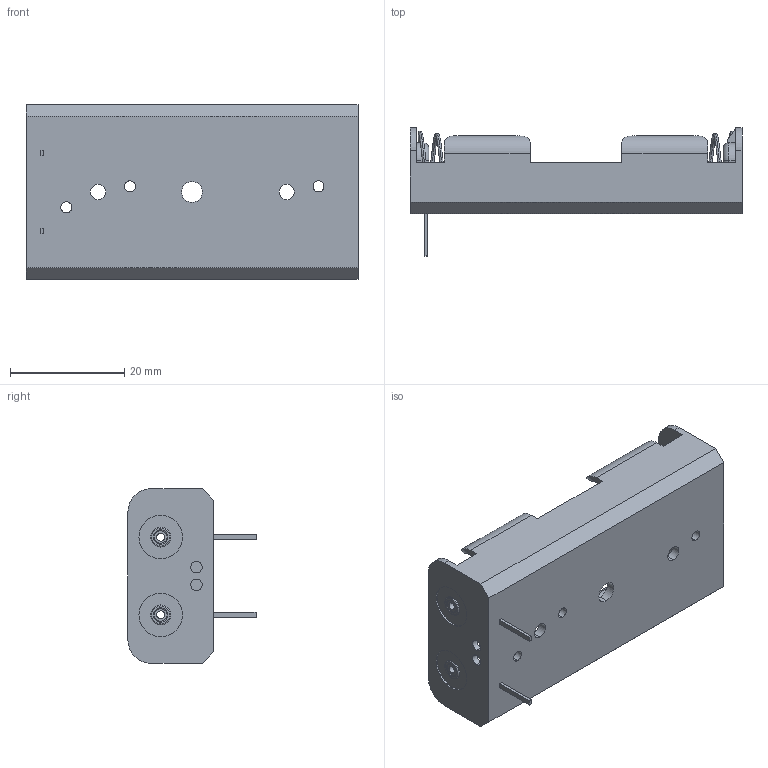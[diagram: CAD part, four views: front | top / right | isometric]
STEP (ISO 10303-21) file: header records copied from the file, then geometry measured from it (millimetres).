
FILE_DESCRIPTION (( 'STEP AP214' ), '1' );
FILE_NAME ('BC2AAPC.STEP', '2019-12-06T09:51:52', ( '' ), ( '' ), 'SwSTEP 2.0', 'SolidWorks 2017', '' );
FILE_SCHEMA (( 'AUTOMOTIVE_DESIGN' ));
Length unit declared in the file: millimetre
Products named in the file (1): BC2AAPC
Bounding box: 58 x 22.37 x 30.5 mm (x, y, z)
Volume: 4857.4 mm3; surface area: 8586.8 mm2
Topology: 6 solids, 6 shells, 339 faces, 825 edges, 534 vertices
Faces by surface type: plane 171, cylinder 116, torus 40, bspline 12
Entity records: 13796 total; most frequent: CARTESIAN_POINT 5513, DIRECTION 1749, ORIENTED_EDGE 1650, EDGE_CURVE 825, AXIS2_PLACEMENT_3D 640, VERTEX_POINT 534, LINE 469, VECTOR 469
